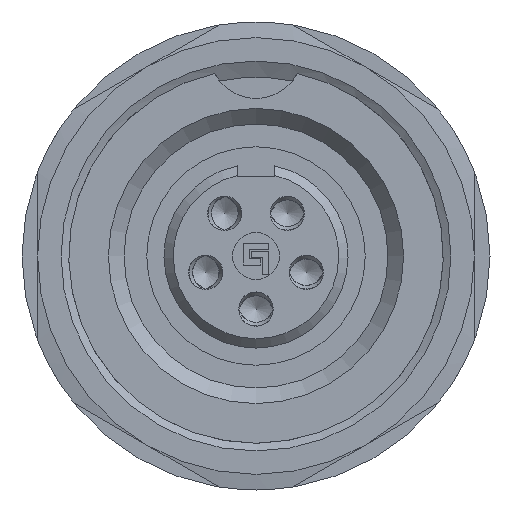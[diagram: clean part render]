
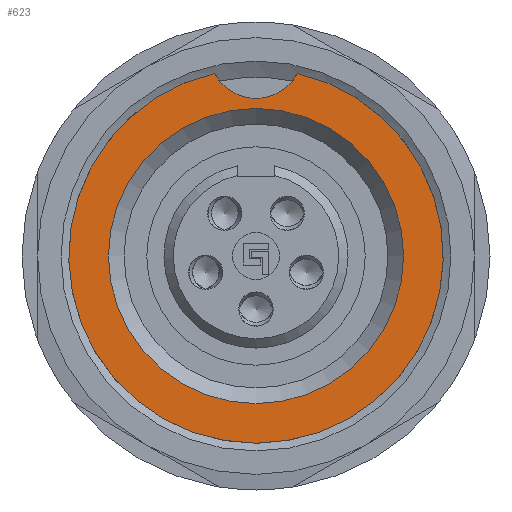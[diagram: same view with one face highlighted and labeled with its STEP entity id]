
A CAD part, left-side view. The second image highlights one B-rep face of the part: STEP entity #623.
In plain terms, the highlighted planar face has unit normal (-1, 0, 0).
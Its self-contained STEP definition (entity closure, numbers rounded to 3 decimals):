
#467=PLANE('',#3003);
#623=ADVANCED_FACE('',(#830,#831),#467,.T.);
#830=FACE_BOUND('',#1059,.T.);
#831=FACE_BOUND('',#1060,.T.);
#1059=EDGE_LOOP('',(#1852));
#1060=EDGE_LOOP('',(#1853,#1854));
#1852=ORIENTED_EDGE('',*,*,#2536,.T.);
#1853=ORIENTED_EDGE('',*,*,#2537,.F.);
#1854=ORIENTED_EDGE('',*,*,#2538,.T.);
#2217=VERTEX_POINT('',#5143);
#2218=VERTEX_POINT('',#5146);
#2219=VERTEX_POINT('',#5147);
#2536=EDGE_CURVE('',#2217,#2217,#2717,.T.);
#2537=EDGE_CURVE('',#2218,#2219,#2718,.T.);
#2538=EDGE_CURVE('',#2218,#2219,#2719,.T.);
#2717=CIRCLE('',#2999,4.73);
#2718=CIRCLE('',#3001,6.);
#2719=CIRCLE('',#3002,1.5);
#2999=AXIS2_PLACEMENT_3D('',#5142,#3661,#3662);
#3001=AXIS2_PLACEMENT_3D('',#5145,#3665,#3666);
#3002=AXIS2_PLACEMENT_3D('',#5148,#3667,#3668);
#3003=AXIS2_PLACEMENT_3D('',#5149,#3669,#3670);
#3661=DIRECTION('',(1.,0.,0.));
#3662=DIRECTION('',(0.,0.,1.));
#3665=DIRECTION('',(1.,0.,0.));
#3666=DIRECTION('',(0.,0.,-1.));
#3667=DIRECTION('',(1.,0.,0.));
#3668=DIRECTION('',(0.,0.,1.));
#3669=DIRECTION('',(-1.,0.,0.));
#3670=DIRECTION('',(0.,0.,1.));
#5142=CARTESIAN_POINT('',(0.,0.,0.));
#5143=CARTESIAN_POINT('',(0.,0.,4.73));
#5145=CARTESIAN_POINT('',(0.,0.,0.));
#5146=CARTESIAN_POINT('',(0.,-1.327,5.851));
#5147=CARTESIAN_POINT('',(0.,1.327,5.851));
#5148=CARTESIAN_POINT('',(0.,0.,6.55));
#5149=CARTESIAN_POINT('',(0.,0.,0.));
